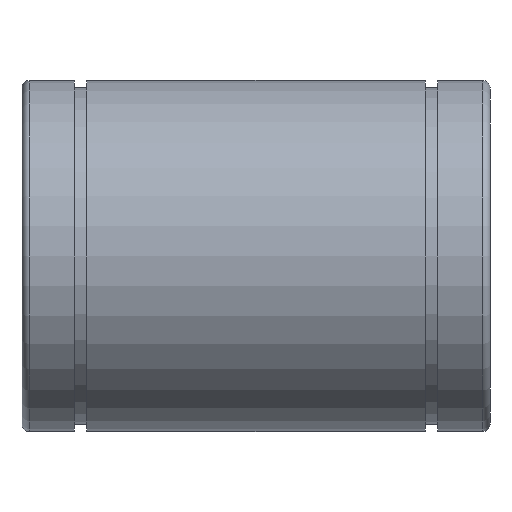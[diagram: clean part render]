
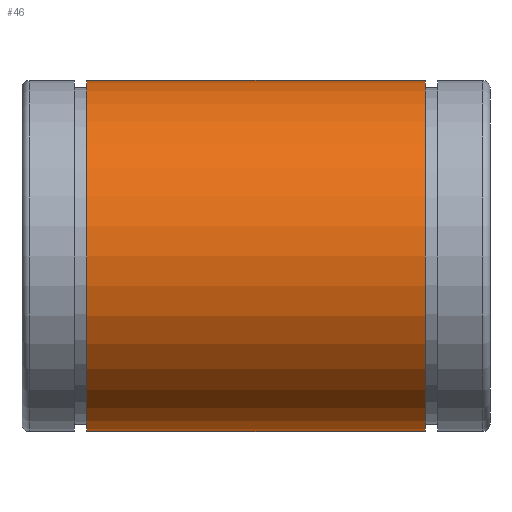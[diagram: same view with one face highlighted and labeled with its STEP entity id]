
A CAD part, front view. The second image highlights one B-rep face of the part: STEP entity #46.
In plain terms, the highlighted cylindrical face has radius 37.5 mm (diameter 75 mm), a full revolution.
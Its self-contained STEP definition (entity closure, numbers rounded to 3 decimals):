
#46 = ADVANCED_FACE( '', ( #101, #102 ), #103, .T. );
#101 = FACE_OUTER_BOUND( '', #172, .T. );
#102 = FACE_OUTER_BOUND( '', #173, .T. );
#103 = CYLINDRICAL_SURFACE( '', #174, 37.5 );
#172 = EDGE_LOOP( '', ( #243 ) );
#173 = EDGE_LOOP( '', ( #244 ) );
#174 = AXIS2_PLACEMENT_3D( '', #245, #246, #247 );
#243 = ORIENTED_EDGE( '', *, *, #329, .T. );
#244 = ORIENTED_EDGE( '', *, *, #330, .F. );
#245 = CARTESIAN_POINT( '', ( 100., 0., 0. ) );
#246 = DIRECTION( '', ( -1., 0., 0. ) );
#247 = DIRECTION( '', ( 0., 0., -1. ) );
#329 = EDGE_CURVE( '', #366, #366, #367, .T. );
#330 = EDGE_CURVE( '', #368, #368, #369, .T. );
#366 = VERTEX_POINT( '', #414 );
#367 = CIRCLE( '', #415, 37.5 );
#368 = VERTEX_POINT( '', #416 );
#369 = CIRCLE( '', #417, 37.5 );
#414 = CARTESIAN_POINT( '', ( 13.85, 0., -37.5 ) );
#415 = AXIS2_PLACEMENT_3D( '', #463, #464, #465 );
#416 = CARTESIAN_POINT( '', ( 86.15, 0., -37.5 ) );
#417 = AXIS2_PLACEMENT_3D( '', #466, #467, #468 );
#463 = CARTESIAN_POINT( '', ( 13.85, 0., 0. ) );
#464 = DIRECTION( '', ( 1., 0., 0. ) );
#465 = DIRECTION( '', ( 0., 0., -1. ) );
#466 = CARTESIAN_POINT( '', ( 86.15, 0., 0. ) );
#467 = DIRECTION( '', ( 1., 0., 0. ) );
#468 = DIRECTION( '', ( 0., 0., -1. ) );
